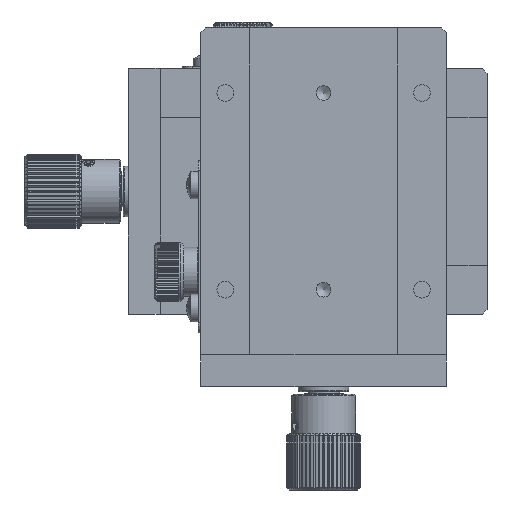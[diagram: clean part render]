
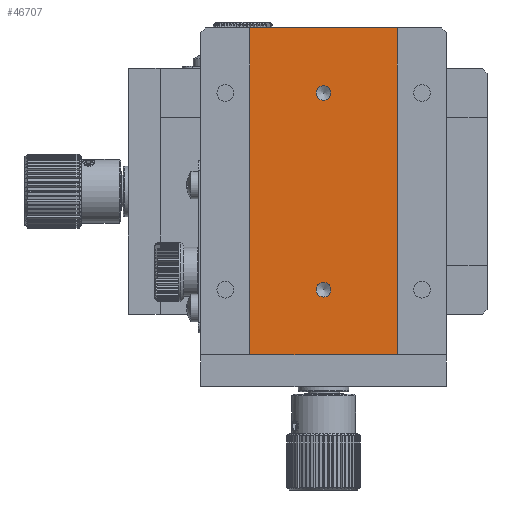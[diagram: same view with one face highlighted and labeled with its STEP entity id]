
A CAD part, front view. The second image highlights one B-rep face of the part: STEP entity #46707.
In plain terms, the highlighted planar face has unit normal (0, -1, 0).
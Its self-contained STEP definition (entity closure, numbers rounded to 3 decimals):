
#1014 = EDGE_CURVE ( 'NONE', #58164, #23070, #28824, .T. ) ;
#1112 = CARTESIAN_POINT ( 'NONE',  ( 33.771, 58.036, 89.768 ) ) ;
#1333 = CIRCLE ( 'NONE', #32143, 1.5 ) ;
#2570 = ORIENTED_EDGE ( 'NONE', *, *, #57667, .F. ) ;
#2806 = EDGE_CURVE ( 'NONE', #50465, #50465, #1333, .T. ) ;
#7219 = DIRECTION ( 'NONE',  ( 0., -1., 0. ) ) ;
#7431 = CARTESIAN_POINT ( 'NONE',  ( 63.771, 58.036, 89.768 ) ) ;
#7504 = DIRECTION ( 'NONE',  ( -1., 0., 0. ) ) ;
#7520 = DIRECTION ( 'NONE',  ( 1., 0., 0. ) ) ;
#7857 = ORIENTED_EDGE ( 'NONE', *, *, #30685, .T. ) ;
#8909 = VECTOR ( 'NONE', #7520, 1000. ) ;
#10923 = DIRECTION ( 'NONE',  ( -1., 0., 0. ) ) ;
#12158 = CARTESIAN_POINT ( 'NONE',  ( 33.771, 58.036, 23.268 ) ) ;
#14537 = CARTESIAN_POINT ( 'NONE',  ( 48.771, 58.036, 36.518 ) ) ;
#15945 = LINE ( 'NONE', #36206, #43180 ) ;
#17013 = EDGE_LOOP ( 'NONE', ( #50502 ) ) ;
#17182 = DIRECTION ( 'NONE',  ( 0., 1., 0. ) ) ;
#19701 = CIRCLE ( 'NONE', #61093, 1.5 ) ;
#21492 = DIRECTION ( 'NONE',  ( 0., 0., -1. ) ) ;
#22641 = EDGE_CURVE ( 'NONE', #58164, #24417, #15945, .T. ) ;
#23070 = VERTEX_POINT ( 'NONE', #61379 ) ;
#23607 = DIRECTION ( 'NONE',  ( 0., 0., 1. ) ) ;
#24276 = CARTESIAN_POINT ( 'NONE',  ( 33.771, 58.036, 23.268 ) ) ;
#24417 = VERTEX_POINT ( 'NONE', #1112 ) ;
#25599 = EDGE_LOOP ( 'NONE', ( #2570, #7857, #53494, #64303 ) ) ;
#28824 = LINE ( 'NONE', #54056, #55735 ) ;
#29244 = LINE ( 'NONE', #24276, #40577 ) ;
#30541 = CARTESIAN_POINT ( 'NONE',  ( 48.771, 58.036, 75.018 ) ) ;
#30685 = EDGE_CURVE ( 'NONE', #48370, #23070, #38767, .T. ) ;
#31210 = DIRECTION ( 'NONE',  ( 0., 0., -1. ) ) ;
#31850 = CARTESIAN_POINT ( 'NONE',  ( 48.771, 58.036, 76.518 ) ) ;
#32143 = AXIS2_PLACEMENT_3D ( 'NONE', #31850, #7219, #31210 ) ;
#36206 = CARTESIAN_POINT ( 'NONE',  ( 23.771, 58.036, 89.768 ) ) ;
#37446 = FACE_BOUND ( 'NONE', #17013, .T. ) ;
#37763 = FACE_BOUND ( 'NONE', #64693, .T. ) ;
#38767 = LINE ( 'NONE', #53048, #8909 ) ;
#40577 = VECTOR ( 'NONE', #23607, 1000. ) ;
#41923 = VERTEX_POINT ( 'NONE', #42257 ) ;
#42141 = PLANE ( 'NONE',  #42347 ) ;
#42257 = CARTESIAN_POINT ( 'NONE',  ( 48.771, 58.036, 35.018 ) ) ;
#42347 = AXIS2_PLACEMENT_3D ( 'NONE', #12158, #17182, #7504 ) ;
#43180 = VECTOR ( 'NONE', #10923, 1000. ) ;
#46707 = ADVANCED_FACE ( 'NONE', ( #57702, #37763, #37446 ), #42141, .F. ) ;
#48370 = VERTEX_POINT ( 'NONE', #62971 ) ;
#50465 = VERTEX_POINT ( 'NONE', #30541 ) ;
#50502 = ORIENTED_EDGE ( 'NONE', *, *, #2806, .F. ) ;
#53048 = CARTESIAN_POINT ( 'NONE',  ( 23.771, 58.036, 23.268 ) ) ;
#53494 = ORIENTED_EDGE ( 'NONE', *, *, #1014, .F. ) ;
#54056 = CARTESIAN_POINT ( 'NONE',  ( 63.771, 58.036, 23.268 ) ) ;
#55735 = VECTOR ( 'NONE', #58394, 1000. ) ;
#57006 = ORIENTED_EDGE ( 'NONE', *, *, #65180, .F. ) ;
#57667 = EDGE_CURVE ( 'NONE', #48370, #24417, #29244, .T. ) ;
#57702 = FACE_OUTER_BOUND ( 'NONE', #25599, .T. ) ;
#58164 = VERTEX_POINT ( 'NONE', #7431 ) ;
#58394 = DIRECTION ( 'NONE',  ( 0., 0., -1. ) ) ;
#61093 = AXIS2_PLACEMENT_3D ( 'NONE', #14537, #61367, #21492 ) ;
#61367 = DIRECTION ( 'NONE',  ( 0., -1., 0. ) ) ;
#61379 = CARTESIAN_POINT ( 'NONE',  ( 63.771, 58.036, 23.268 ) ) ;
#62971 = CARTESIAN_POINT ( 'NONE',  ( 33.771, 58.036, 23.268 ) ) ;
#64303 = ORIENTED_EDGE ( 'NONE', *, *, #22641, .T. ) ;
#64693 = EDGE_LOOP ( 'NONE', ( #57006 ) ) ;
#65180 = EDGE_CURVE ( 'NONE', #41923, #41923, #19701, .T. ) ;
